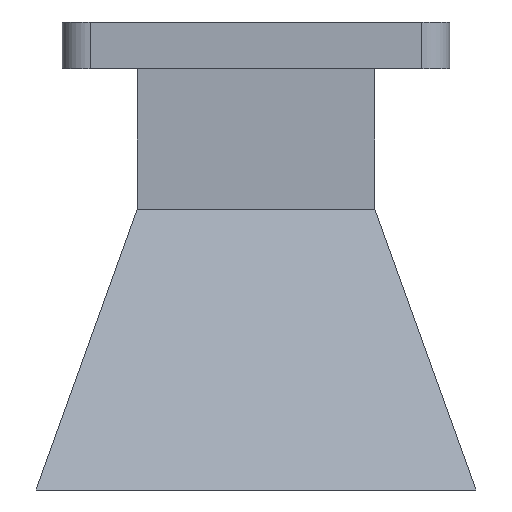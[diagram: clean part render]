
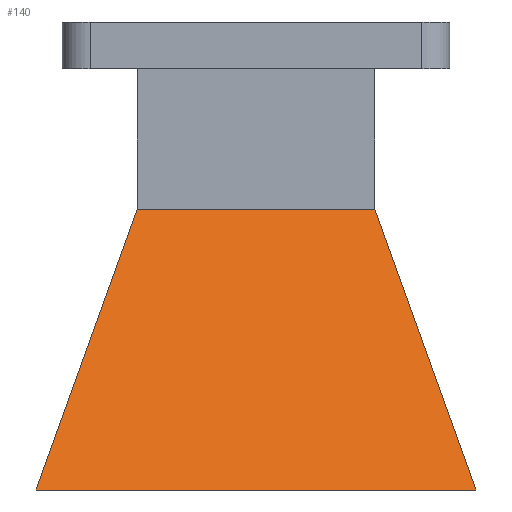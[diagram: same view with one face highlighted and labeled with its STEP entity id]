
A CAD part, front view. The second image highlights one B-rep face of the part: STEP entity #140.
In plain terms, the highlighted planar face has unit normal (0, -0.927, 0.375).
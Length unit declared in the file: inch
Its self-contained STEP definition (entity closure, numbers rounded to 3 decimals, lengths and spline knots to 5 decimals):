
#16 = AXIS2_PLACEMENT_3D ( 'NONE', #269, #984, #640 ) ;
#17 = DIRECTION ( 'NONE',  ( 1., 0., 0. ) ) ;
#25 = LINE ( 'NONE', #493, #1161 ) ;
#95 = VERTEX_POINT ( 'NONE', #98 ) ;
#98 = CARTESIAN_POINT ( 'NONE',  ( -0.5, -0.25, -0.7874 ) ) ;
#140 = ADVANCED_FACE ( 'NONE', ( #507 ), #548, .F. ) ;
#156 = VERTEX_POINT ( 'NONE', #448 ) ;
#167 = EDGE_CURVE ( 'NONE', #1126, #1112, #276, .T. ) ;
#184 = CARTESIAN_POINT ( 'NONE',  ( 0.9252, -0.72835, -1.9685 ) ) ;
#190 = EDGE_LOOP ( 'NONE', ( #1080, #921, #861, #865 ) ) ;
#260 = CARTESIAN_POINT ( 'NONE',  ( 0.5, -0.25, -0.7874 ) ) ;
#269 = CARTESIAN_POINT ( 'NONE',  ( 0., 0.05919, -0.02397 ) ) ;
#276 = LINE ( 'NONE', #184, #786 ) ;
#448 = CARTESIAN_POINT ( 'NONE',  ( 0.5, -0.25, -0.7874 ) ) ;
#455 = VECTOR ( 'NONE', #976, 39.37008 ) ;
#482 = LINE ( 'NONE', #260, #455 ) ;
#493 = CARTESIAN_POINT ( 'NONE',  ( -0.5, -0.25, -0.7874 ) ) ;
#507 = FACE_OUTER_BOUND ( 'NONE', #190, .T. ) ;
#548 = PLANE ( 'NONE',  #16 ) ;
#579 = DIRECTION ( 'NONE',  ( -0.317, -0.356, -0.879 ) ) ;
#607 = EDGE_CURVE ( 'NONE', #156, #1126, #482, .T. ) ;
#640 = DIRECTION ( 'NONE',  ( 0., 0.375, 0.927 ) ) ;
#658 = CARTESIAN_POINT ( 'NONE',  ( -0.5, -0.25, -0.7874 ) ) ;
#684 = CARTESIAN_POINT ( 'NONE',  ( -0.9252, -0.72835, -1.9685 ) ) ;
#685 = CARTESIAN_POINT ( 'NONE',  ( 0.9252, -0.72835, -1.9685 ) ) ;
#786 = VECTOR ( 'NONE', #1079, 39.37008 ) ;
#861 = ORIENTED_EDGE ( 'NONE', *, *, #607, .F. ) ;
#863 = EDGE_CURVE ( 'NONE', #95, #156, #1122, .T. ) ;
#865 = ORIENTED_EDGE ( 'NONE', *, *, #863, .F. ) ;
#921 = ORIENTED_EDGE ( 'NONE', *, *, #167, .F. ) ;
#967 = EDGE_CURVE ( 'NONE', #95, #1112, #25, .T. ) ;
#976 = DIRECTION ( 'NONE',  ( 0.317, -0.356, -0.879 ) ) ;
#984 = DIRECTION ( 'NONE',  ( 0., 0.927, -0.375 ) ) ;
#1063 = VECTOR ( 'NONE', #17, 39.37008 ) ;
#1079 = DIRECTION ( 'NONE',  ( -1., 0., 0. ) ) ;
#1080 = ORIENTED_EDGE ( 'NONE', *, *, #967, .T. ) ;
#1112 = VERTEX_POINT ( 'NONE', #684 ) ;
#1122 = LINE ( 'NONE', #658, #1063 ) ;
#1126 = VERTEX_POINT ( 'NONE', #685 ) ;
#1161 = VECTOR ( 'NONE', #579, 39.37008 ) ;
